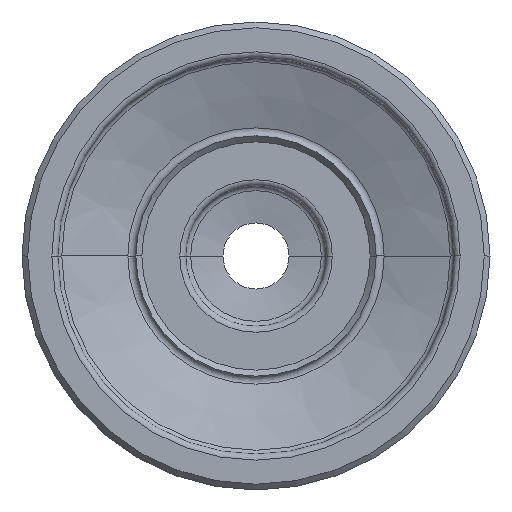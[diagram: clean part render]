
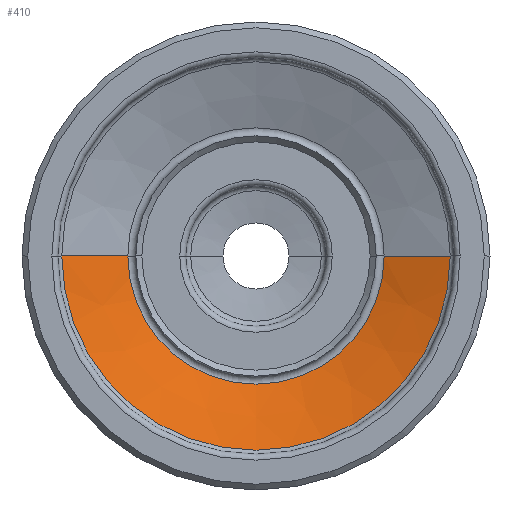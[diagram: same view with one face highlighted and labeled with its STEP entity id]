
A CAD part, front view. The second image highlights one B-rep face of the part: STEP entity #410.
In plain terms, the highlighted conical face has half-angle 70 degrees and reference radius 10 mm.
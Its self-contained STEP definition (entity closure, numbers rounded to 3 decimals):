
#16 = AXIS2_PLACEMENT_3D ( 'NONE', #908, #423, #988 ) ;
#74 = AXIS2_PLACEMENT_3D ( 'NONE', #435, #357, #666 ) ;
#117 = VERTEX_POINT ( 'NONE', #456 ) ;
#155 = LINE ( 'NONE', #1003, #955 ) ;
#187 = ORIENTED_EDGE ( 'NONE', *, *, #539, .T. ) ;
#228 = CARTESIAN_POINT ( 'NONE',  ( 0., 5.76, 0. ) ) ;
#266 = DIRECTION ( 'NONE',  ( -0.94, -0.342, 0. ) ) ;
#277 = VECTOR ( 'NONE', #266, 1000. ) ;
#293 = DIRECTION ( 'NONE',  ( 1., 0., 0. ) ) ;
#307 = ORIENTED_EDGE ( 'NONE', *, *, #574, .F. ) ;
#327 = VERTEX_POINT ( 'NONE', #380 ) ;
#357 = DIRECTION ( 'NONE',  ( 0., -1., 0. ) ) ;
#380 = CARTESIAN_POINT ( 'NONE',  ( 16.171, 3.758, 0. ) ) ;
#410 = ADVANCED_FACE ( 'NONE', ( #466 ), #445, .F. ) ;
#423 = DIRECTION ( 'NONE',  ( 0., -1., 0. ) ) ;
#435 = CARTESIAN_POINT ( 'NONE',  ( 0., 6.004, 0. ) ) ;
#440 = DIRECTION ( 'NONE',  ( 0.94, -0.342, 0. ) ) ;
#445 = CONICAL_SURFACE ( 'NONE', #74, 10., 1.222 ) ;
#456 = CARTESIAN_POINT ( 'NONE',  ( 10.671, 5.76, 0. ) ) ;
#466 = FACE_OUTER_BOUND ( 'NONE', #759, .T. ) ;
#474 = LINE ( 'NONE', #483, #277 ) ;
#483 = CARTESIAN_POINT ( 'NONE',  ( -10., 6.004, 0. ) ) ;
#497 = CARTESIAN_POINT ( 'NONE',  ( -16.171, 3.758, 0. ) ) ;
#510 = CARTESIAN_POINT ( 'NONE',  ( -10.671, 5.76, 0. ) ) ;
#534 = ORIENTED_EDGE ( 'NONE', *, *, #871, .T. ) ;
#539 = EDGE_CURVE ( 'NONE', #807, #327, #592, .T. ) ;
#574 = EDGE_CURVE ( 'NONE', #117, #327, #155, .T. ) ;
#592 = CIRCLE ( 'NONE', #16, 16.171 ) ;
#601 = ORIENTED_EDGE ( 'NONE', *, *, #610, .T. ) ;
#610 = EDGE_CURVE ( 'NONE', #117, #620, #728, .T. ) ;
#620 = VERTEX_POINT ( 'NONE', #510 ) ;
#666 = DIRECTION ( 'NONE',  ( 1., 0., 0. ) ) ;
#728 = CIRCLE ( 'NONE', #1014, 10.671 ) ;
#759 = EDGE_LOOP ( 'NONE', ( #601, #534, #187, #307 ) ) ;
#765 = DIRECTION ( 'NONE',  ( 0., 1., 0. ) ) ;
#807 = VERTEX_POINT ( 'NONE', #497 ) ;
#871 = EDGE_CURVE ( 'NONE', #620, #807, #474, .T. ) ;
#908 = CARTESIAN_POINT ( 'NONE',  ( 0., 3.758, 0. ) ) ;
#955 = VECTOR ( 'NONE', #440, 1000. ) ;
#988 = DIRECTION ( 'NONE',  ( 1., 0., 0. ) ) ;
#1003 = CARTESIAN_POINT ( 'NONE',  ( 10., 6.004, 0. ) ) ;
#1014 = AXIS2_PLACEMENT_3D ( 'NONE', #228, #765, #293 ) ;
